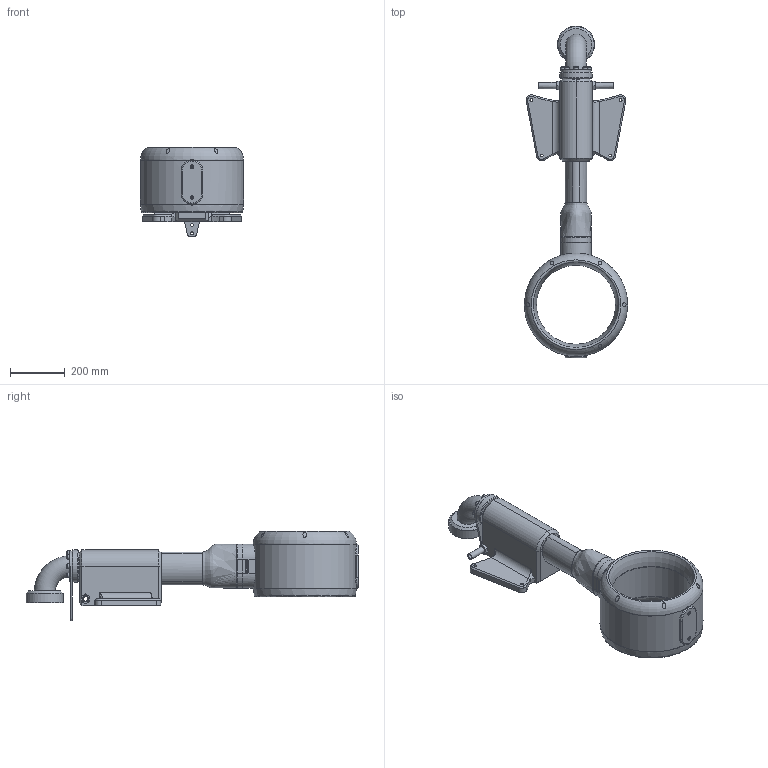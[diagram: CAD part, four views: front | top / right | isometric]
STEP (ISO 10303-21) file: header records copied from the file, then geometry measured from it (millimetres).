
FILE_DESCRIPTION (( 'STEP AP214' ), '1' );
FILE_NAME ('P-104-430-rev-B-M290.STEP', '2025-06-24T06:51:51', ( '' ), ( '' ), 'SwSTEP 2.0', 'SolidWorks 2024', '' );
FILE_SCHEMA (( 'AUTOMOTIVE_DESIGN' ));
Length unit declared in the file: millimetre
Products named in the file (1): P-104-430-rev-B-M290
Bounding box: 378 x 1216.8 x 326.86 mm (x, y, z)
Volume: 23372106.9 mm3; surface area: 1121542.6 mm2
Topology: 1 solids, 11 shells, 959 faces, 2409 edges, 1525 vertices
Faces by surface type: plane 599, bspline 140, cylinder 104, cone 68, torus 44, sphere 4
Full cylindrical faces by diameter (mm): 3.5 x4, 5.7 x4, 6 x2, 6.6 x2, 10 x2, 10.2 x4, 11.57 x2, 16 x7, 17 x1, 22.5 x2, 26 x2, 113 x1, 119 x1, 136.398 x1, 290 x1
Entity records: 46587 total; most frequent: CARTESIAN_POINT 15573, ORIENTED_EDGE 4444, DIRECTION 3537, EDGE_CURVE 2222, VERTEX_POINT 1456, LINE 1219, VECTOR 1219, EDGE_LOOP 1162
